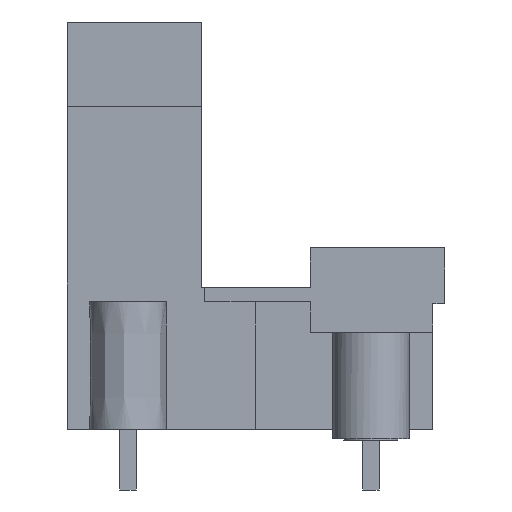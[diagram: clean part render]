
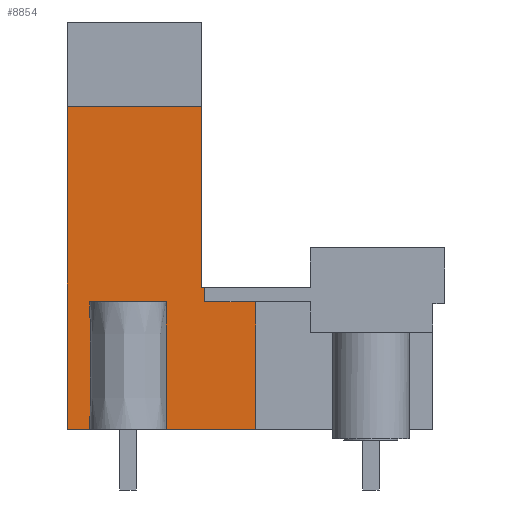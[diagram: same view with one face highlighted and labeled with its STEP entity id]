
A CAD part, left-side view. The second image highlights one B-rep face of the part: STEP entity #8854.
In plain terms, the highlighted planar face has unit normal (-1, 0, 0).
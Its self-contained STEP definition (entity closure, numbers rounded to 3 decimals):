
#8779=AXIS2_PLACEMENT_3D('Plane Axis2P3D',#8776,#8777,#8778) ;
#4889=CARTESIAN_POINT('Vertex',(3.84,23.67,3.8)) ;
#4892=CARTESIAN_POINT('Line Origine',(3.84,23.67,13.93)) ;
#4896=CARTESIAN_POINT('Vertex',(3.84,23.67,24.06)) ;
#5193=CARTESIAN_POINT('Vertex',(3.84,15.24,24.06)) ;
#5196=CARTESIAN_POINT('Line Origine',(3.84,15.24,18.38)) ;
#5200=CARTESIAN_POINT('Vertex',(3.84,15.24,12.7)) ;
#5969=CARTESIAN_POINT('Vertex',(3.84,21.887,3.8)) ;
#5972=CARTESIAN_POINT('Line Origine',(3.84,22.779,3.8)) ;
#6186=CARTESIAN_POINT('Vertex',(3.84,11.84,3.8)) ;
#6189=CARTESIAN_POINT('Line Origine',(3.84,13.165,3.8)) ;
#6193=CARTESIAN_POINT('Vertex',(3.84,14.49,3.8)) ;
#6196=CARTESIAN_POINT('Line Origine',(3.84,16.171,3.8)) ;
#6200=CARTESIAN_POINT('Vertex',(3.84,17.853,3.8)) ;
#8776=CARTESIAN_POINT('Axis2P3D Location',(3.84,23.67,3.2)) ;
#8781=CARTESIAN_POINT('Line Origine',(3.84,20.055,24.06)) ;
#8785=CARTESIAN_POINT('Vertex',(3.84,16.44,24.06)) ;
#8788=CARTESIAN_POINT('Line Origine',(3.84,21.887,7.8)) ;
#8792=CARTESIAN_POINT('Vertex',(3.84,21.887,11.8)) ;
#8795=CARTESIAN_POINT('Line Origine',(3.84,19.87,11.8)) ;
#8799=CARTESIAN_POINT('Vertex',(3.84,17.853,11.8)) ;
#8802=CARTESIAN_POINT('Line Origine',(3.84,17.853,7.8)) ;
#8807=CARTESIAN_POINT('Line Origine',(3.84,11.84,7.8)) ;
#8811=CARTESIAN_POINT('Vertex',(3.84,11.84,11.8)) ;
#8814=CARTESIAN_POINT('Line Origine',(3.84,13.44,11.8)) ;
#8818=CARTESIAN_POINT('Vertex',(3.84,15.04,11.8)) ;
#8821=CARTESIAN_POINT('Line Origine',(3.84,15.04,12.25)) ;
#8825=CARTESIAN_POINT('Vertex',(3.84,15.04,12.7)) ;
#8828=CARTESIAN_POINT('Line Origine',(3.84,15.14,12.7)) ;
#8833=CARTESIAN_POINT('Line Origine',(3.84,15.84,24.06)) ;
#4893=DIRECTION('Vector Direction',(0.,0.,1.)) ;
#5197=DIRECTION('Vector Direction',(0.,0.,1.)) ;
#5973=DIRECTION('Vector Direction',(0.,1.,0.)) ;
#6190=DIRECTION('Vector Direction',(0.,-1.,0.)) ;
#6197=DIRECTION('Vector Direction',(0.,1.,0.)) ;
#8777=DIRECTION('Axis2P3D Direction',(-1.,0.,0.)) ;
#8778=DIRECTION('Axis2P3D XDirection',(0.,-1.,0.)) ;
#8782=DIRECTION('Vector Direction',(0.,1.,0.)) ;
#8789=DIRECTION('Vector Direction',(0.,0.,1.)) ;
#8796=DIRECTION('Vector Direction',(0.,1.,0.)) ;
#8803=DIRECTION('Vector Direction',(0.,0.,1.)) ;
#8808=DIRECTION('Vector Direction',(0.,0.,1.)) ;
#8815=DIRECTION('Vector Direction',(0.,1.,0.)) ;
#8822=DIRECTION('Vector Direction',(0.,0.,-1.)) ;
#8829=DIRECTION('Vector Direction',(0.,-1.,0.)) ;
#8834=DIRECTION('Vector Direction',(0.,-1.,0.)) ;
#4894=VECTOR('Line Direction',#4893,1.) ;
#5198=VECTOR('Line Direction',#5197,1.) ;
#5974=VECTOR('Line Direction',#5973,1.) ;
#6191=VECTOR('Line Direction',#6190,1.) ;
#6198=VECTOR('Line Direction',#6197,1.) ;
#8783=VECTOR('Line Direction',#8782,1.) ;
#8790=VECTOR('Line Direction',#8789,1.) ;
#8797=VECTOR('Line Direction',#8796,1.) ;
#8804=VECTOR('Line Direction',#8803,1.) ;
#8809=VECTOR('Line Direction',#8808,1.) ;
#8816=VECTOR('Line Direction',#8815,1.) ;
#8823=VECTOR('Line Direction',#8822,1.) ;
#8830=VECTOR('Line Direction',#8829,1.) ;
#8835=VECTOR('Line Direction',#8834,1.) ;
#8839=ORIENTED_EDGE('',*,*,#8787,.T.) ;
#8840=ORIENTED_EDGE('',*,*,#4898,.T.) ;
#8841=ORIENTED_EDGE('',*,*,#5976,.F.) ;
#8842=ORIENTED_EDGE('',*,*,#8794,.T.) ;
#8843=ORIENTED_EDGE('',*,*,#8801,.F.) ;
#8844=ORIENTED_EDGE('',*,*,#8806,.F.) ;
#8845=ORIENTED_EDGE('',*,*,#6202,.F.) ;
#8846=ORIENTED_EDGE('',*,*,#6195,.T.) ;
#8847=ORIENTED_EDGE('',*,*,#8813,.T.) ;
#8848=ORIENTED_EDGE('',*,*,#8820,.T.) ;
#8849=ORIENTED_EDGE('',*,*,#8827,.F.) ;
#8850=ORIENTED_EDGE('',*,*,#8832,.F.) ;
#8851=ORIENTED_EDGE('',*,*,#5202,.T.) ;
#8852=ORIENTED_EDGE('',*,*,#8837,.T.) ;
#8854=ADVANCED_FACE('HOUSING',(#8853),#8780,.T.) ;
#4898=EDGE_CURVE('',#4897,#4890,#4895,.F.) ;
#5202=EDGE_CURVE('',#5201,#5194,#5199,.T.) ;
#5976=EDGE_CURVE('',#5970,#4890,#5975,.T.) ;
#6195=EDGE_CURVE('',#6194,#6187,#6192,.T.) ;
#6202=EDGE_CURVE('',#6194,#6201,#6199,.T.) ;
#8787=EDGE_CURVE('',#8786,#4897,#8784,.T.) ;
#8794=EDGE_CURVE('',#5970,#8793,#8791,.T.) ;
#8801=EDGE_CURVE('',#8800,#8793,#8798,.T.) ;
#8806=EDGE_CURVE('',#6201,#8800,#8805,.T.) ;
#8813=EDGE_CURVE('',#6187,#8812,#8810,.T.) ;
#8820=EDGE_CURVE('',#8812,#8819,#8817,.T.) ;
#8827=EDGE_CURVE('',#8826,#8819,#8824,.T.) ;
#8832=EDGE_CURVE('',#5201,#8826,#8831,.T.) ;
#8837=EDGE_CURVE('',#5194,#8786,#8836,.F.) ;
#8838=EDGE_LOOP('',(#8839,#8840,#8841,#8842,#8843,#8844,#8845,#8846,#8847,#8848,#8849,#8850,#8851,#8852)) ;
#8853=FACE_OUTER_BOUND('',#8838,.T.) ;
#4895=LINE('Line',#4892,#4894) ;
#5199=LINE('Line',#5196,#5198) ;
#5975=LINE('Line',#5972,#5974) ;
#6192=LINE('Line',#6189,#6191) ;
#6199=LINE('Line',#6196,#6198) ;
#8784=LINE('Line',#8781,#8783) ;
#8791=LINE('Line',#8788,#8790) ;
#8798=LINE('Line',#8795,#8797) ;
#8805=LINE('Line',#8802,#8804) ;
#8810=LINE('Line',#8807,#8809) ;
#8817=LINE('Line',#8814,#8816) ;
#8824=LINE('Line',#8821,#8823) ;
#8831=LINE('Line',#8828,#8830) ;
#8836=LINE('Line',#8833,#8835) ;
#8780=PLANE('',#8779) ;
#4890=VERTEX_POINT('',#4889) ;
#4897=VERTEX_POINT('',#4896) ;
#5194=VERTEX_POINT('',#5193) ;
#5201=VERTEX_POINT('',#5200) ;
#5970=VERTEX_POINT('',#5969) ;
#6187=VERTEX_POINT('',#6186) ;
#6194=VERTEX_POINT('',#6193) ;
#6201=VERTEX_POINT('',#6200) ;
#8786=VERTEX_POINT('',#8785) ;
#8793=VERTEX_POINT('',#8792) ;
#8800=VERTEX_POINT('',#8799) ;
#8812=VERTEX_POINT('',#8811) ;
#8819=VERTEX_POINT('',#8818) ;
#8826=VERTEX_POINT('',#8825) ;
